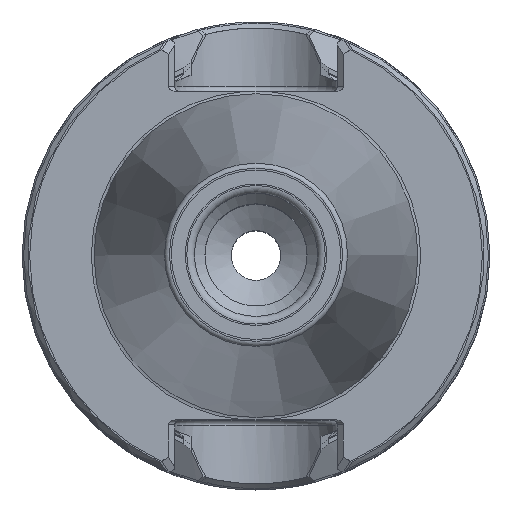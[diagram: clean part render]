
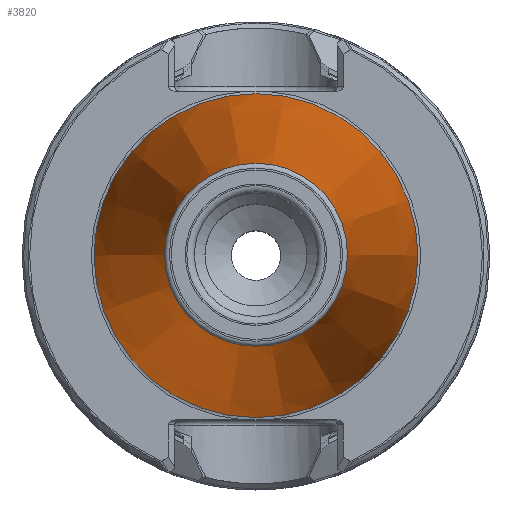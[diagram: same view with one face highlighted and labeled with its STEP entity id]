
A CAD part, top view. The second image highlights one B-rep face of the part: STEP entity #3820.
In plain terms, the highlighted conical face has half-angle 8.297 degrees and reference radius 9.058 mm.
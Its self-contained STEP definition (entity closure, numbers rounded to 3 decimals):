
#510=CONICAL_SURFACE('',#4089,9.058,0.145);
#976=ORIENTED_EDGE('',*,*,#1554,.T.);
#977=ORIENTED_EDGE('',*,*,#1553,.F.);
#1553=EDGE_CURVE('',#1878,#1878,#2029,.T.);
#1554=EDGE_CURVE('',#1879,#1879,#2030,.T.);
#1878=VERTEX_POINT('',#5824);
#1879=VERTEX_POINT('',#5827);
#2029=CIRCLE('',#4088,9.058);
#2030=CIRCLE('',#4090,16.025);
#2186=EDGE_LOOP('',(#976));
#2187=EDGE_LOOP('',(#977));
#2400=FACE_BOUND('',#2186,.T.);
#2401=FACE_BOUND('',#2187,.T.);
#3820=ADVANCED_FACE('',(#2400,#2401),#510,.T.);
#4088=AXIS2_PLACEMENT_3D('',#5823,#4646,#4647);
#4089=AXIS2_PLACEMENT_3D('',#5825,#4648,#4649);
#4090=AXIS2_PLACEMENT_3D('',#5826,#4650,#4651);
#4646=DIRECTION('',(0.,0.,1.));
#4647=DIRECTION('',(1.,0.,0.));
#4648=DIRECTION('',(0.,0.,-1.));
#4649=DIRECTION('',(-1.,0.,0.));
#4650=DIRECTION('',(0.,0.,1.));
#4651=DIRECTION('',(1.,0.,0.));
#5823=CARTESIAN_POINT('',(0.,0.,48.172));
#5824=CARTESIAN_POINT('',(9.058,0.,48.172));
#5825=CARTESIAN_POINT('',(0.,0.,48.172));
#5826=CARTESIAN_POINT('',(0.,0.,0.4));
#5827=CARTESIAN_POINT('',(16.025,0.,0.4));
